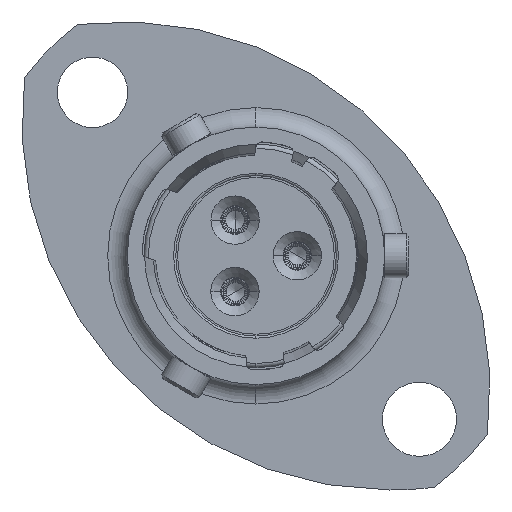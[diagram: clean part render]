
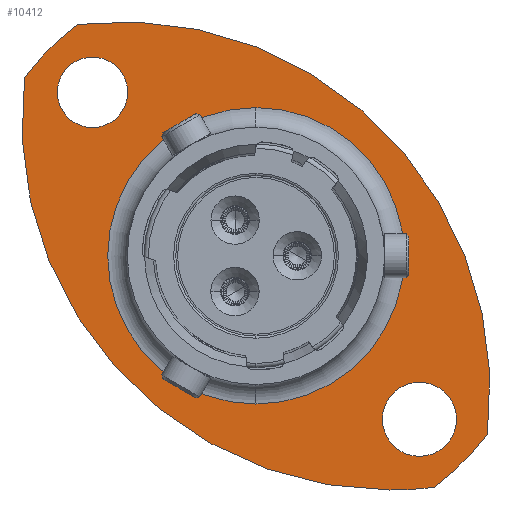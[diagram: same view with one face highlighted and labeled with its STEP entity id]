
A CAD part, left-side view. The second image highlights one B-rep face of the part: STEP entity #10412.
In plain terms, the highlighted planar face has unit normal (-1, 0, 0).
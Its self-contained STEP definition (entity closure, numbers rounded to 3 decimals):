
#68 = VERTEX_POINT ( 'NONE', #10187 ) ;
#136 = DIRECTION ( 'NONE',  ( 1., 0., 0. ) ) ;
#366 = ORIENTED_EDGE ( 'NONE', *, *, #21212, .T. ) ;
#650 = AXIS2_PLACEMENT_3D ( 'NONE', #2548, #20222, #19983 ) ;
#1112 = EDGE_CURVE ( 'NONE', #7547, #17528, #22484, .T. ) ;
#1796 = EDGE_CURVE ( 'NONE', #14503, #17789, #18491, .T. ) ;
#1926 = DIRECTION ( 'NONE',  ( 0., 0., -1. ) ) ;
#2430 = AXIS2_PLACEMENT_3D ( 'NONE', #3505, #5170, #20895 ) ;
#2548 = CARTESIAN_POINT ( 'NONE',  ( 15.98, -6.187, 6.187 ) ) ;
#2719 = CIRCLE ( 'NONE', #3475, 17. ) ;
#2737 = DIRECTION ( 'NONE',  ( 0., 0., 1. ) ) ;
#3012 = DIRECTION ( 'NONE',  ( 0., 0., -1. ) ) ;
#3067 = DIRECTION ( 'NONE',  ( -1., 0., 0. ) ) ;
#3249 = VERTEX_POINT ( 'NONE', #5053 ) ;
#3352 = VERTEX_POINT ( 'NONE', #20854 ) ;
#3475 = AXIS2_PLACEMENT_3D ( 'NONE', #8903, #14001, #1926 ) ;
#3505 = CARTESIAN_POINT ( 'NONE',  ( 15.98, -7.548, -7.548 ) ) ;
#3687 = CIRCLE ( 'NONE', #20851, 1.625 ) ;
#3727 = DIRECTION ( 'NONE',  ( 0., 0., -1. ) ) ;
#4052 = CARTESIAN_POINT ( 'NONE',  ( 15.98, -7.548, -5.837 ) ) ;
#4127 = ORIENTED_EDGE ( 'NONE', *, *, #5975, .F. ) ;
#4629 = DIRECTION ( 'NONE',  ( -1., 0., 0. ) ) ;
#5053 = CARTESIAN_POINT ( 'NONE',  ( 15.98, 10.687, 8.248 ) ) ;
#5170 = DIRECTION ( 'NONE',  ( -1., 0., 0. ) ) ;
#5280 = DIRECTION ( 'NONE',  ( -1., 0., 0. ) ) ;
#5975 = EDGE_CURVE ( 'NONE', #3352, #17253, #3687, .T. ) ;
#6104 = EDGE_CURVE ( 'NONE', #17789, #14503, #12325, .T. ) ;
#6111 = EDGE_CURVE ( 'NONE', #14814, #21425, #8263, .T. ) ;
#6355 = AXIS2_PLACEMENT_3D ( 'NONE', #15838, #136, #7214 ) ;
#6387 = FACE_BOUND ( 'NONE', #14683, .T. ) ;
#6549 = AXIS2_PLACEMENT_3D ( 'NONE', #21074, #5280, #19351 ) ;
#6737 = EDGE_CURVE ( 'NONE', #3249, #7547, #2719, .T. ) ;
#6753 = DIRECTION ( 'NONE',  ( 0., 0., -1. ) ) ;
#7101 = DIRECTION ( 'NONE',  ( 1., 0., 0. ) ) ;
#7214 = DIRECTION ( 'NONE',  ( 0., 0., -1. ) ) ;
#7416 = AXIS2_PLACEMENT_3D ( 'NONE', #22598, #22668, #6753 ) ;
#7486 = FACE_BOUND ( 'NONE', #21539, .T. ) ;
#7547 = VERTEX_POINT ( 'NONE', #11592 ) ;
#7621 = ORIENTED_EDGE ( 'NONE', *, *, #6737, .T. ) ;
#7749 = CARTESIAN_POINT ( 'NONE',  ( 15.98, 0., -6.845 ) ) ;
#8090 = ORIENTED_EDGE ( 'NONE', *, *, #9014, .T. ) ;
#8125 = EDGE_CURVE ( 'NONE', #17253, #3352, #17305, .T. ) ;
#8263 = CIRCLE ( 'NONE', #18319, 6.845 ) ;
#8903 = CARTESIAN_POINT ( 'NONE',  ( 15.98, -6.187, 6.187 ) ) ;
#8997 = ORIENTED_EDGE ( 'NONE', *, *, #21838, .T. ) ;
#9014 = EDGE_CURVE ( 'NONE', #17528, #68, #18236, .T. ) ;
#9873 = DIRECTION ( 'NONE',  ( 0., 0., -1. ) ) ;
#10107 = ORIENTED_EDGE ( 'NONE', *, *, #1796, .F. ) ;
#10162 = CIRCLE ( 'NONE', #21364, 13.5 ) ;
#10187 = CARTESIAN_POINT ( 'NONE',  ( 15.98, -10.687, -8.248 ) ) ;
#10412 = ADVANCED_FACE ( 'NONE', ( #12675, #6387, #7486, #18622 ), #12041, .F. ) ;
#10685 = CIRCLE ( 'NONE', #7416, 17. ) ;
#11165 = EDGE_CURVE ( 'NONE', #18335, #3249, #10162, .T. ) ;
#11592 = CARTESIAN_POINT ( 'NONE',  ( 15.98, -6.187, -10.813 ) ) ;
#11702 = ORIENTED_EDGE ( 'NONE', *, *, #11165, .T. ) ;
#12041 = PLANE ( 'NONE',  #6355 ) ;
#12223 = CARTESIAN_POINT ( 'NONE',  ( 15.98, 0., 0. ) ) ;
#12325 = CIRCLE ( 'NONE', #2430, 1.712 ) ;
#12647 = AXIS2_PLACEMENT_3D ( 'NONE', #17014, #15127, #3012 ) ;
#12675 = FACE_BOUND ( 'NONE', #22677, .T. ) ;
#13295 = DIRECTION ( 'NONE',  ( 0., 0., 1. ) ) ;
#13818 = CARTESIAN_POINT ( 'NONE',  ( 15.98, -8.248, -10.687 ) ) ;
#14001 = DIRECTION ( 'NONE',  ( -1., 0., 0. ) ) ;
#14017 = ORIENTED_EDGE ( 'NONE', *, *, #6104, .F. ) ;
#14503 = VERTEX_POINT ( 'NONE', #14665 ) ;
#14570 = CARTESIAN_POINT ( 'NONE',  ( 15.98, 8.248, 10.687 ) ) ;
#14665 = CARTESIAN_POINT ( 'NONE',  ( 15.98, -7.548, -9.26 ) ) ;
#14683 = EDGE_LOOP ( 'NONE', ( #10107, #14017 ) ) ;
#14814 = VERTEX_POINT ( 'NONE', #17557 ) ;
#14966 = CIRCLE ( 'NONE', #19999, 6.845 ) ;
#15127 = DIRECTION ( 'NONE',  ( -1., 0., 0. ) ) ;
#15615 = DIRECTION ( 'NONE',  ( 1., 0., 0. ) ) ;
#15727 = DIRECTION ( 'NONE',  ( 0., 0., -1. ) ) ;
#15838 = CARTESIAN_POINT ( 'NONE',  ( 15.98, 5.945, 0. ) ) ;
#16330 = CARTESIAN_POINT ( 'NONE',  ( 15.98, 0., 0. ) ) ;
#16565 = CARTESIAN_POINT ( 'NONE',  ( 15.98, 7.548, 9.173 ) ) ;
#17014 = CARTESIAN_POINT ( 'NONE',  ( 15.98, -7.548, -7.548 ) ) ;
#17253 = VERTEX_POINT ( 'NONE', #16565 ) ;
#17305 = CIRCLE ( 'NONE', #6549, 1.625 ) ;
#17447 = ORIENTED_EDGE ( 'NONE', *, *, #6111, .T. ) ;
#17528 = VERTEX_POINT ( 'NONE', #13818 ) ;
#17557 = CARTESIAN_POINT ( 'NONE',  ( 15.98, 0., 6.845 ) ) ;
#17789 = VERTEX_POINT ( 'NONE', #4052 ) ;
#18236 = CIRCLE ( 'NONE', #19867, 13.5 ) ;
#18319 = AXIS2_PLACEMENT_3D ( 'NONE', #19231, #15615, #3727 ) ;
#18335 = VERTEX_POINT ( 'NONE', #14570 ) ;
#18491 = CIRCLE ( 'NONE', #12647, 1.712 ) ;
#18622 = FACE_OUTER_BOUND ( 'NONE', #21309, .T. ) ;
#18726 = CARTESIAN_POINT ( 'NONE',  ( 15.98, 7.548, 7.548 ) ) ;
#19231 = CARTESIAN_POINT ( 'NONE',  ( 15.98, 0., 0. ) ) ;
#19294 = ORIENTED_EDGE ( 'NONE', *, *, #1112, .T. ) ;
#19351 = DIRECTION ( 'NONE',  ( 0., 0., -1. ) ) ;
#19867 = AXIS2_PLACEMENT_3D ( 'NONE', #21819, #4629, #2737 ) ;
#19983 = DIRECTION ( 'NONE',  ( 0., 0., -1. ) ) ;
#19999 = AXIS2_PLACEMENT_3D ( 'NONE', #12223, #7101, #15727 ) ;
#20055 = ORIENTED_EDGE ( 'NONE', *, *, #8125, .F. ) ;
#20222 = DIRECTION ( 'NONE',  ( -1., 0., 0. ) ) ;
#20851 = AXIS2_PLACEMENT_3D ( 'NONE', #18726, #3067, #9873 ) ;
#20854 = CARTESIAN_POINT ( 'NONE',  ( 15.98, 7.548, 5.923 ) ) ;
#20895 = DIRECTION ( 'NONE',  ( 0., 0., -1. ) ) ;
#21074 = CARTESIAN_POINT ( 'NONE',  ( 15.98, 7.548, 7.548 ) ) ;
#21212 = EDGE_CURVE ( 'NONE', #68, #18335, #10685, .T. ) ;
#21309 = EDGE_LOOP ( 'NONE', ( #7621, #19294, #8090, #366, #11702 ) ) ;
#21364 = AXIS2_PLACEMENT_3D ( 'NONE', #16330, #21628, #13295 ) ;
#21425 = VERTEX_POINT ( 'NONE', #7749 ) ;
#21539 = EDGE_LOOP ( 'NONE', ( #4127, #20055 ) ) ;
#21628 = DIRECTION ( 'NONE',  ( -1., 0., 0. ) ) ;
#21819 = CARTESIAN_POINT ( 'NONE',  ( 15.98, 0., 0. ) ) ;
#21838 = EDGE_CURVE ( 'NONE', #21425, #14814, #14966, .T. ) ;
#22484 = CIRCLE ( 'NONE', #650, 17. ) ;
#22598 = CARTESIAN_POINT ( 'NONE',  ( 15.98, 6.187, -6.187 ) ) ;
#22668 = DIRECTION ( 'NONE',  ( -1., 0., 0. ) ) ;
#22677 = EDGE_LOOP ( 'NONE', ( #8997, #17447 ) ) ;
